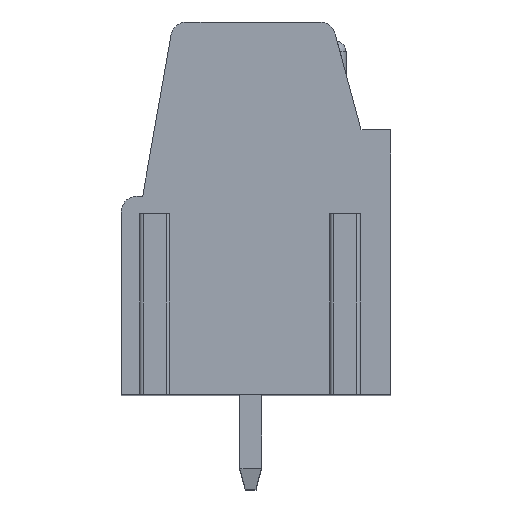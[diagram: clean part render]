
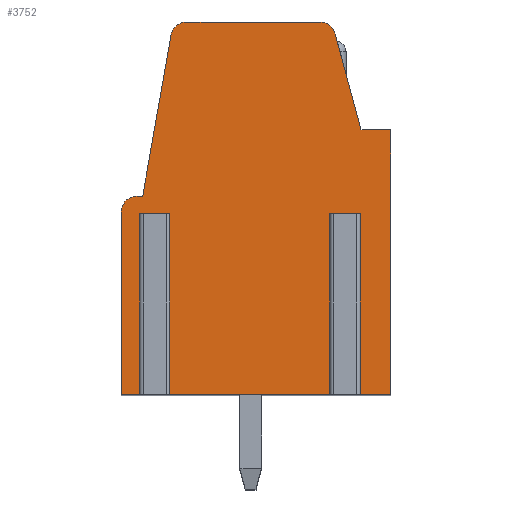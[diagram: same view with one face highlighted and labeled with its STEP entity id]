
A CAD part, top view. The second image highlights one B-rep face of the part: STEP entity #3752.
In plain terms, the highlighted planar face has unit normal (0, 0, 1).
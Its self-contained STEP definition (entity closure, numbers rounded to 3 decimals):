
#13=DIRECTION('',(-1.,0.,0.));
#14=VECTOR('',#13,0.62);
#15=CARTESIAN_POINT('',(3.61,-0.65,22.86));
#16=LINE('',#15,#14);
#17=DIRECTION('',(0.,1.,0.));
#18=VECTOR('',#17,6.7);
#19=CARTESIAN_POINT('',(2.99,-7.35,22.86));
#20=LINE('',#19,#18);
#21=DIRECTION('',(1.,0.,0.));
#22=VECTOR('',#21,6.43);
#23=CARTESIAN_POINT('',(-3.44,-7.35,22.86));
#24=LINE('',#23,#22);
#25=DIRECTION('',(0.,1.,0.));
#26=VECTOR('',#25,6.7);
#27=CARTESIAN_POINT('',(-3.44,-7.35,22.86));
#28=LINE('',#27,#26);
#29=DIRECTION('',(-1.,0.,0.));
#30=VECTOR('',#29,0.62);
#31=CARTESIAN_POINT('',(-3.44,-0.65,22.86));
#32=LINE('',#31,#30);
#33=DIRECTION('',(0.,1.,0.));
#34=VECTOR('',#33,6.7);
#35=CARTESIAN_POINT('',(-4.06,-7.35,22.86));
#36=LINE('',#35,#34);
#37=DIRECTION('',(1.,0.,0.));
#38=VECTOR('',#37,0.94);
#39=CARTESIAN_POINT('',(-5.,-7.35,22.86));
#40=LINE('',#39,#38);
#41=DIRECTION('',(0.,-1.,0.));
#42=VECTOR('',#41,6.75);
#43=CARTESIAN_POINT('',(-5.,-0.6,22.86));
#44=LINE('',#43,#42);
#45=CARTESIAN_POINT('',(-4.4,-0.6,22.86));
#46=DIRECTION('',(0.,0.,1.));
#47=DIRECTION('',(0.,1.,0.));
#48=AXIS2_PLACEMENT_3D('',#45,#46,#47);
#50=DIRECTION('',(-1.,0.,0.));
#51=VECTOR('',#50,0.2);
#52=CARTESIAN_POINT('',(-4.2,0.,22.86));
#53=LINE('',#52,#51);
#54=DIRECTION('',(-0.174,-0.985,0.));
#55=VECTOR('',#54,6.046);
#56=CARTESIAN_POINT('',(-3.15,5.954,22.86));
#57=LINE('',#56,#55);
#58=CARTESIAN_POINT('',(-2.559,5.85,22.86));
#59=DIRECTION('',(0.,0.,1.));
#60=DIRECTION('',(0.,1.,0.));
#61=AXIS2_PLACEMENT_3D('',#58,#59,#60);
#63=DIRECTION('',(-1.,0.,0.));
#64=VECTOR('',#63,4.917);
#65=CARTESIAN_POINT('',(2.358,6.45,22.86));
#66=LINE('',#65,#64);
#67=CARTESIAN_POINT('',(2.358,5.85,22.86));
#68=DIRECTION('',(0.,0.,1.));
#69=DIRECTION('',(0.966,0.259,0.));
#70=AXIS2_PLACEMENT_3D('',#67,#68,#69);
#72=DIRECTION('',(-0.259,0.966,0.));
#73=VECTOR('',#72,3.681);
#74=CARTESIAN_POINT('',(3.89,2.45,22.86));
#75=LINE('',#74,#73);
#76=DIRECTION('',(-1.,0.,0.));
#77=VECTOR('',#76,1.11);
#78=CARTESIAN_POINT('',(5.,2.45,22.86));
#79=LINE('',#78,#77);
#80=DIRECTION('',(0.,1.,0.));
#81=VECTOR('',#80,9.8);
#82=CARTESIAN_POINT('',(5.,-7.35,22.86));
#83=LINE('',#82,#81);
#84=DIRECTION('',(1.,0.,0.));
#85=VECTOR('',#84,1.39);
#86=CARTESIAN_POINT('',(3.61,-7.35,22.86));
#87=LINE('',#86,#85);
#88=DIRECTION('',(0.,1.,0.));
#89=VECTOR('',#88,6.7);
#90=CARTESIAN_POINT('',(3.61,-7.35,22.86));
#91=LINE('',#90,#89);
#2941=CARTESIAN_POINT('',(-5.,-0.6,22.86));
#2942=CARTESIAN_POINT('',(-5.,-7.35,22.86));
#2943=VERTEX_POINT('',#2941);
#2944=VERTEX_POINT('',#2942);
#2945=CARTESIAN_POINT('',(5.,-7.35,22.86));
#2946=CARTESIAN_POINT('',(5.,2.45,22.86));
#2947=VERTEX_POINT('',#2945);
#2948=VERTEX_POINT('',#2946);
#2949=CARTESIAN_POINT('',(3.89,2.45,22.86));
#2950=VERTEX_POINT('',#2949);
#2951=CARTESIAN_POINT('',(2.937,6.005,22.86));
#2952=VERTEX_POINT('',#2951);
#2953=CARTESIAN_POINT('',(2.358,6.45,22.86));
#2954=VERTEX_POINT('',#2953);
#2955=CARTESIAN_POINT('',(-2.559,6.45,22.86));
#2956=VERTEX_POINT('',#2955);
#2957=CARTESIAN_POINT('',(-3.15,5.954,22.86));
#2958=VERTEX_POINT('',#2957);
#2959=CARTESIAN_POINT('',(-4.2,0.,22.86));
#2960=VERTEX_POINT('',#2959);
#2961=CARTESIAN_POINT('',(-4.4,0.,22.86));
#2962=VERTEX_POINT('',#2961);
#3081=CARTESIAN_POINT('',(3.61,-0.65,22.86));
#3082=CARTESIAN_POINT('',(2.99,-0.65,22.86));
#3083=VERTEX_POINT('',#3081);
#3084=VERTEX_POINT('',#3082);
#3085=CARTESIAN_POINT('',(-3.44,-0.65,22.86));
#3086=CARTESIAN_POINT('',(-4.06,-0.65,22.86));
#3087=VERTEX_POINT('',#3085);
#3088=VERTEX_POINT('',#3086);
#3089=CARTESIAN_POINT('',(-4.06,-7.35,22.86));
#3090=VERTEX_POINT('',#3089);
#3091=CARTESIAN_POINT('',(-3.44,-7.35,22.86));
#3092=VERTEX_POINT('',#3091);
#3093=CARTESIAN_POINT('',(3.61,-7.35,22.86));
#3094=VERTEX_POINT('',#3093);
#3095=CARTESIAN_POINT('',(2.99,-7.35,22.86));
#3096=VERTEX_POINT('',#3095);
#3707=CARTESIAN_POINT('',(0.,0.,22.86));
#3708=DIRECTION('',(0.,0.,1.));
#3709=DIRECTION('',(1.,0.,0.));
#3710=AXIS2_PLACEMENT_3D('',#3707,#3708,#3709);
#3711=PLANE('',#3710);
#3713=ORIENTED_EDGE('',*,*,#3712,.T.);
#3715=ORIENTED_EDGE('',*,*,#3714,.F.);
#3717=ORIENTED_EDGE('',*,*,#3716,.F.);
#3719=ORIENTED_EDGE('',*,*,#3718,.T.);
#3721=ORIENTED_EDGE('',*,*,#3720,.T.);
#3723=ORIENTED_EDGE('',*,*,#3722,.F.);
#3725=ORIENTED_EDGE('',*,*,#3724,.F.);
#3727=ORIENTED_EDGE('',*,*,#3726,.F.);
#3729=ORIENTED_EDGE('',*,*,#3728,.F.);
#3731=ORIENTED_EDGE('',*,*,#3730,.F.);
#3733=ORIENTED_EDGE('',*,*,#3732,.F.);
#3735=ORIENTED_EDGE('',*,*,#3734,.F.);
#3737=ORIENTED_EDGE('',*,*,#3736,.F.);
#3739=ORIENTED_EDGE('',*,*,#3738,.F.);
#3741=ORIENTED_EDGE('',*,*,#3740,.F.);
#3743=ORIENTED_EDGE('',*,*,#3742,.F.);
#3745=ORIENTED_EDGE('',*,*,#3744,.F.);
#3747=ORIENTED_EDGE('',*,*,#3746,.F.);
#3749=ORIENTED_EDGE('',*,*,#3748,.T.);
#3750=EDGE_LOOP('',(#3713,#3715,#3717,#3719,#3721,#3723,#3725,#3727,#3729,#3731,
#3733,#3735,#3737,#3739,#3741,#3743,#3745,#3747,#3749));
#3751=FACE_OUTER_BOUND('',#3750,.F.);
#49=CIRCLE('',#48,0.6);
#62=CIRCLE('',#61,0.6);
#71=CIRCLE('',#70,0.6);
#3712=EDGE_CURVE('',#3083,#3084,#16,.T.);
#3714=EDGE_CURVE('',#3096,#3084,#20,.T.);
#3716=EDGE_CURVE('',#3092,#3096,#24,.T.);
#3718=EDGE_CURVE('',#3092,#3087,#28,.T.);
#3720=EDGE_CURVE('',#3087,#3088,#32,.T.);
#3722=EDGE_CURVE('',#3090,#3088,#36,.T.);
#3724=EDGE_CURVE('',#2944,#3090,#40,.T.);
#3726=EDGE_CURVE('',#2943,#2944,#44,.T.);
#3728=EDGE_CURVE('',#2962,#2943,#49,.T.);
#3730=EDGE_CURVE('',#2960,#2962,#53,.T.);
#3732=EDGE_CURVE('',#2958,#2960,#57,.T.);
#3734=EDGE_CURVE('',#2956,#2958,#62,.T.);
#3736=EDGE_CURVE('',#2954,#2956,#66,.T.);
#3738=EDGE_CURVE('',#2952,#2954,#71,.T.);
#3740=EDGE_CURVE('',#2950,#2952,#75,.T.);
#3742=EDGE_CURVE('',#2948,#2950,#79,.T.);
#3744=EDGE_CURVE('',#2947,#2948,#83,.T.);
#3746=EDGE_CURVE('',#3094,#2947,#87,.T.);
#3748=EDGE_CURVE('',#3094,#3083,#91,.T.);
#3752=ADVANCED_FACE('',(#3751),#3711,.T.);
